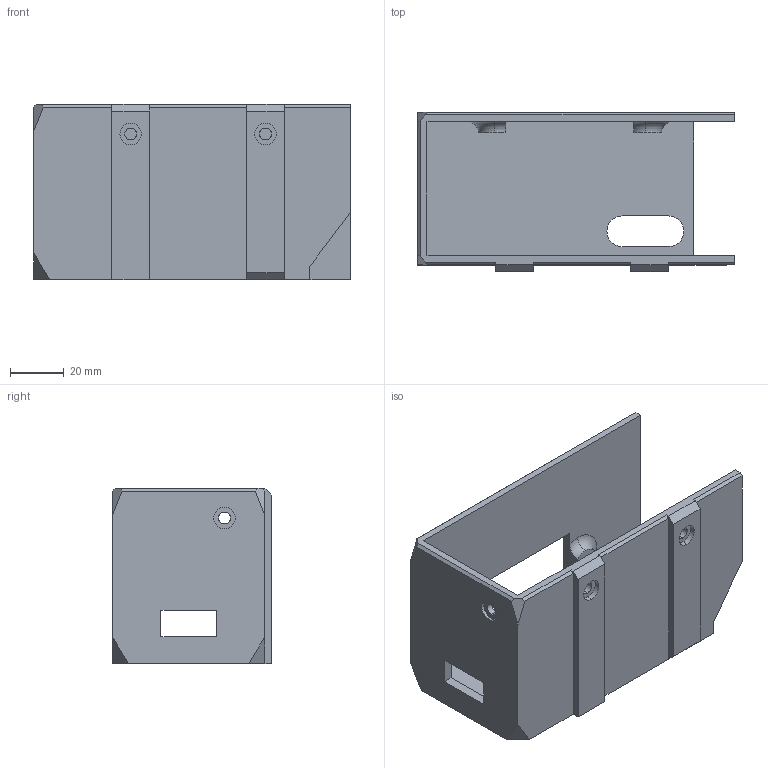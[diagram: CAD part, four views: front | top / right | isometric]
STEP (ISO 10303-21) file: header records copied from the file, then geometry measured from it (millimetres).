
FILE_DESCRIPTION (( 'STEP AP214' ), '1' );
FILE_NAME ('PSU.STEP', '2024-10-12T22:29:46', ( '' ), ( '' ), 'SwSTEP 2.0', 'SolidWorks 2024', '' );
FILE_SCHEMA (( 'AUTOMOTIVE_DESIGN' ));
Length unit declared in the file: millimetre
Products named in the file (1): PSU
Bounding box: 117.5 x 59.1 x 65 mm (x, y, z)
Volume: 72099.6 mm3; surface area: 46863.3 mm2
Topology: 1 solids, 1 shells, 237 faces, 649 edges, 432 vertices
Faces by surface type: plane 109, bspline 103, cylinder 19, torus 6
Entity records: 11738 total; most frequent: CARTESIAN_POINT 6330, ORIENTED_EDGE 1298, DIRECTION 763, EDGE_CURVE 649, VERTEX_POINT 432, LINE 385, VECTOR 385, EDGE_LOOP 271
